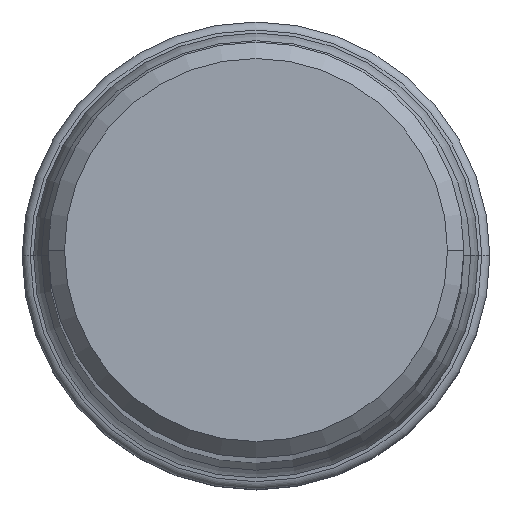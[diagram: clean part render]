
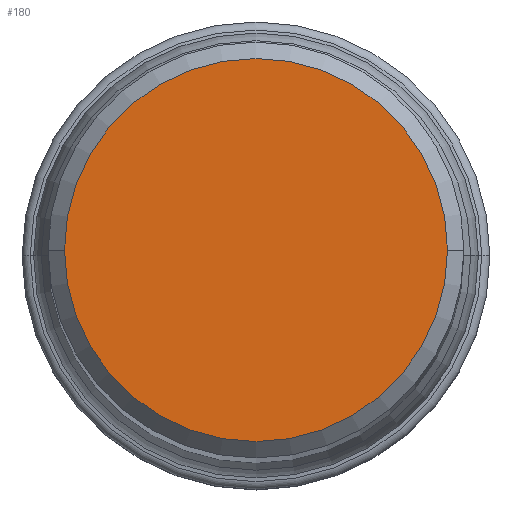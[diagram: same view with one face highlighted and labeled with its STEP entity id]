
A CAD part, top view. The second image highlights one B-rep face of the part: STEP entity #180.
In plain terms, the highlighted planar face has unit normal (0, 0, 1).
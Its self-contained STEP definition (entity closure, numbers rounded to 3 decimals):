
#30=PLANE('',#1230);
#180=ADVANCED_FACE('',(#249),#30,.F.);
#249=FACE_OUTER_BOUND('',#313,.T.);
#313=EDGE_LOOP('',(#544,#545,#546,#547));
#544=ORIENTED_EDGE('',*,*,#778,.T.);
#545=ORIENTED_EDGE('',*,*,#776,.T.);
#546=ORIENTED_EDGE('',*,*,#775,.T.);
#547=ORIENTED_EDGE('',*,*,#779,.T.);
#650=VERTEX_POINT('',#2839);
#651=VERTEX_POINT('',#2841);
#652=VERTEX_POINT('',#2843);
#653=VERTEX_POINT('',#2847);
#775=EDGE_CURVE('',#651,#650,#925,.T.);
#776=EDGE_CURVE('',#652,#651,#926,.T.);
#778=EDGE_CURVE('',#653,#652,#927,.T.);
#779=EDGE_CURVE('',#650,#653,#928,.T.);
#925=CIRCLE('',#1224,11.7);
#926=CIRCLE('',#1225,11.7);
#927=CIRCLE('',#1227,11.7);
#928=CIRCLE('',#1228,11.7);
#1224=AXIS2_PLACEMENT_3D('',#2840,#1519,#1520);
#1225=AXIS2_PLACEMENT_3D('',#2842,#1521,#1522);
#1227=AXIS2_PLACEMENT_3D('',#2846,#1526,#1527);
#1228=AXIS2_PLACEMENT_3D('',#2848,#1528,#1529);
#1230=AXIS2_PLACEMENT_3D('',#2850,#1532,#1533);
#1519=DIRECTION('',(0.,0.,1.));
#1520=DIRECTION('',(0.,-1.,0.));
#1521=DIRECTION('',(0.,0.,1.));
#1522=DIRECTION('',(-1.,0.,0.));
#1526=DIRECTION('',(0.,0.,1.));
#1527=DIRECTION('',(0.,1.,0.));
#1528=DIRECTION('',(0.,0.,1.));
#1529=DIRECTION('',(1.,0.,0.));
#1532=DIRECTION('',(0.,0.,-1.));
#1533=DIRECTION('',(1.,0.,0.));
#2839=CARTESIAN_POINT('',(11.7,0.,0.));
#2840=CARTESIAN_POINT('',(0.,0.,0.));
#2841=CARTESIAN_POINT('',(0.,-11.7,0.));
#2842=CARTESIAN_POINT('',(0.,0.,0.));
#2843=CARTESIAN_POINT('',(-11.7,0.,0.));
#2846=CARTESIAN_POINT('',(0.,0.,0.));
#2847=CARTESIAN_POINT('',(0.,11.7,0.));
#2848=CARTESIAN_POINT('',(0.,0.,0.));
#2850=CARTESIAN_POINT('',(0.,0.,0.));
